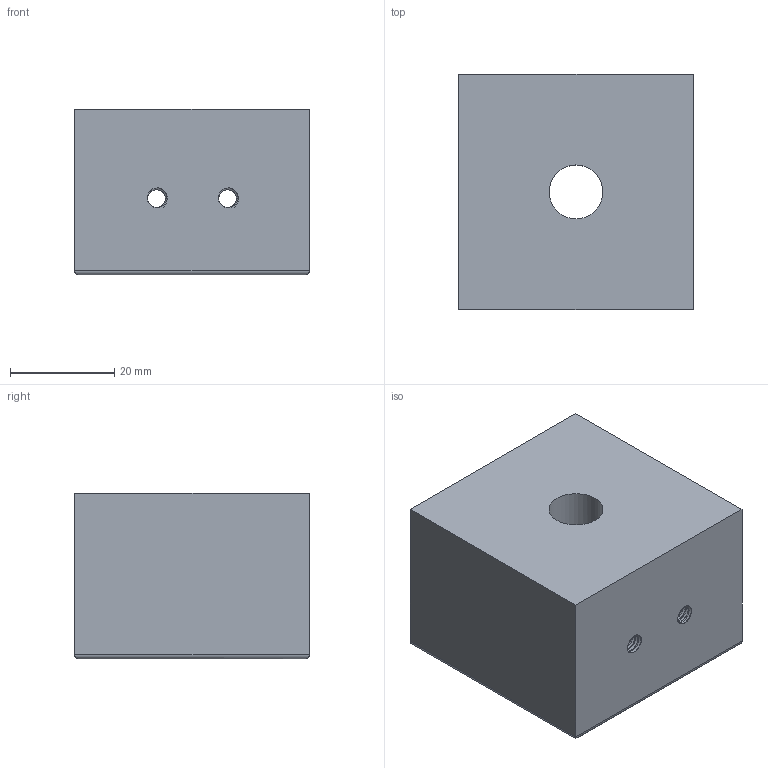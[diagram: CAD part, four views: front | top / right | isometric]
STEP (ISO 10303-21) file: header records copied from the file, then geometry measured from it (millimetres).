
FILE_DESCRIPTION(/* description */ (''),/* implementation_level */ '2;1');
FILE_NAME(/* name */ 'CheapHook Mount 1.5.step',/* time_stamp */ '2023-09-15T12:07:57-04:00',/* author */ (''),/* organization */ (''),/* preprocessor_version */ 'ST-DEVELOPER v20',/* originating_system */ 'Autodesk Translation Framework v12.9.0.99',/* authorisation */ '');
FILE_SCHEMA (('AUTOMOTIVE_DESIGN { 1 0 10303 214 3 1 1 }'));
Length unit declared in the file: inch
Products named in the file (1): CheapHook Mount
Bounding box: 44.96 x 44.96 x 31.75 mm (x, y, z)
Volume: 51029.8 mm3; surface area: 19377.8 mm2
Topology: 1 solids, 1 shells, 85 faces, 239 edges, 153 vertices
Faces by surface type: cylinder 51, plane 30, bspline 4
Full cylindrical faces by diameter (mm): 3.416 x4, 4.166 x2, 4.496 x4, 10.312 x1
Entity records: 4043 total; most frequent: CARTESIAN_POINT 1833, ORIENTED_EDGE 478, DIRECTION 414, EDGE_CURVE 239, VERTEX_POINT 153, AXIS2_PLACEMENT_3D 144, LINE 126, VECTOR 126
